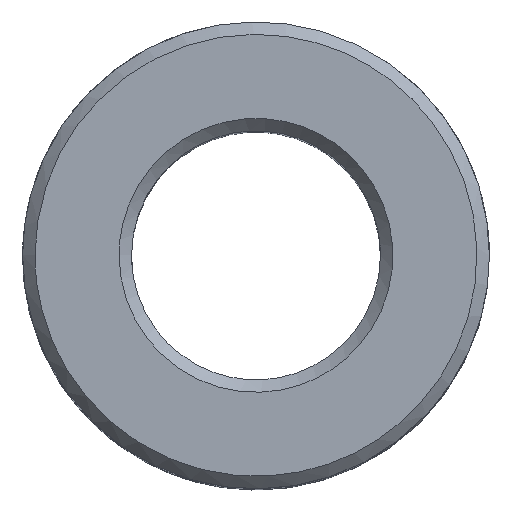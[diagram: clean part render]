
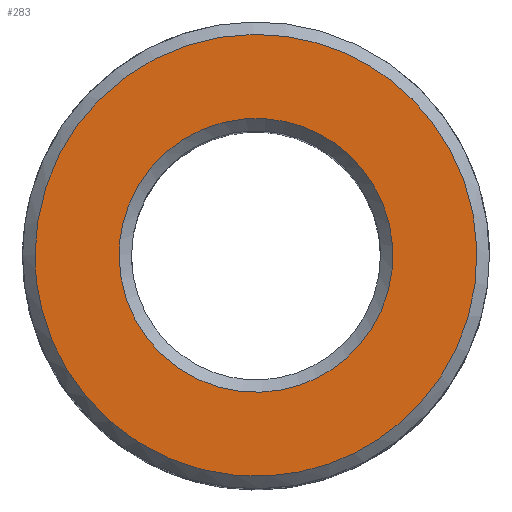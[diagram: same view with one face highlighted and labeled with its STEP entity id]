
A CAD part, top view. The second image highlights one B-rep face of the part: STEP entity #283.
In plain terms, the highlighted free-form (B-spline) face has degree [1, 1] with [2, 2] control points.
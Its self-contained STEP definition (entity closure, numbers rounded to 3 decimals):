
#246 = VERTEX_POINT('',#247);
#247 = CARTESIAN_POINT('',(-6.017,0.,
    16.409));
#255 = EDGE_CURVE('',#246,#246,#256,.T.);
#256 = ( BOUNDED_CURVE() B_SPLINE_CURVE(2,(#257,#258,#259,#260,#261,#262
,#263),.UNSPECIFIED.,.T.,.F.) B_SPLINE_CURVE_WITH_KNOTS((3,2,2,3),(
    3.142,5.236,7.33,9.425),
.PIECEWISE_BEZIER_KNOTS.) CURVE() GEOMETRIC_REPRESENTATION_ITEM() 
RATIONAL_B_SPLINE_CURVE((1.,0.5,1.,0.5,1.,0.5,1.)) REPRESENTATION_ITEM(
  '') );
#257 = CARTESIAN_POINT('',(-6.017,0.,
    16.409));
#258 = CARTESIAN_POINT('',(-6.017,-10.421,
    16.409));
#259 = CARTESIAN_POINT('',(3.008,-5.21,
    16.409));
#260 = CARTESIAN_POINT('',(12.033,0.,
    16.409));
#261 = CARTESIAN_POINT('',(3.008,5.21,16.409
    ));
#262 = CARTESIAN_POINT('',(-6.017,10.421,
    16.409));
#263 = CARTESIAN_POINT('',(-6.017,0.,
    16.409));
#283 = ADVANCED_FACE('',(#284,#298),#301,.T.);
#284 = FACE_BOUND('',#285,.T.);
#285 = EDGE_LOOP('',(#286));
#286 = ORIENTED_EDGE('',*,*,#287,.F.);
#287 = EDGE_CURVE('',#288,#288,#290,.T.);
#288 = VERTEX_POINT('',#289);
#289 = CARTESIAN_POINT('',(-9.708,0.,
    16.409));
#290 = ( BOUNDED_CURVE() B_SPLINE_CURVE(2,(#291,#292,#293,#294,#295,#296
,#297),.UNSPECIFIED.,.T.,.F.) B_SPLINE_CURVE_WITH_KNOTS((3,2,2,3),(
    3.142,5.236,7.33,9.425),
.PIECEWISE_BEZIER_KNOTS.) CURVE() GEOMETRIC_REPRESENTATION_ITEM() 
RATIONAL_B_SPLINE_CURVE((1.,0.5,1.,0.5,1.,0.5,1.)) REPRESENTATION_ITEM(
  '') );
#291 = CARTESIAN_POINT('',(-9.708,0.,
    16.409));
#292 = CARTESIAN_POINT('',(-9.708,16.816,
    16.409));
#293 = CARTESIAN_POINT('',(4.854,8.408,16.409
    ));
#294 = CARTESIAN_POINT('',(19.417,0.,
    16.409));
#295 = CARTESIAN_POINT('',(4.854,-8.408,
    16.409));
#296 = CARTESIAN_POINT('',(-9.708,-16.816,
    16.409));
#297 = CARTESIAN_POINT('',(-9.708,0.,
    16.409));
#298 = FACE_BOUND('',#299,.T.);
#299 = EDGE_LOOP('',(#300));
#300 = ORIENTED_EDGE('',*,*,#255,.F.);
#301 = B_SPLINE_SURFACE_WITH_KNOTS('',1,1,(
    (#302,#303)
    ,(#304,#305
    )),.UNSPECIFIED.,.F.,.F.,.F.,(2,2),(2,2),(0.4,14.6),(-7.1,7.1),
  .PIECEWISE_BEZIER_KNOTS.);
#302 = CARTESIAN_POINT('',(-9.708,-9.708,
    16.409));
#303 = CARTESIAN_POINT('',(-9.708,9.708,
    16.409));
#304 = CARTESIAN_POINT('',(9.708,-9.708,
    16.409));
#305 = CARTESIAN_POINT('',(9.708,9.708,16.409
    ));
